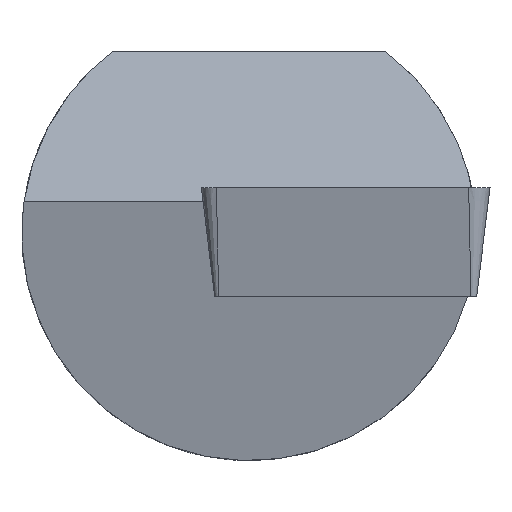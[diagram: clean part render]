
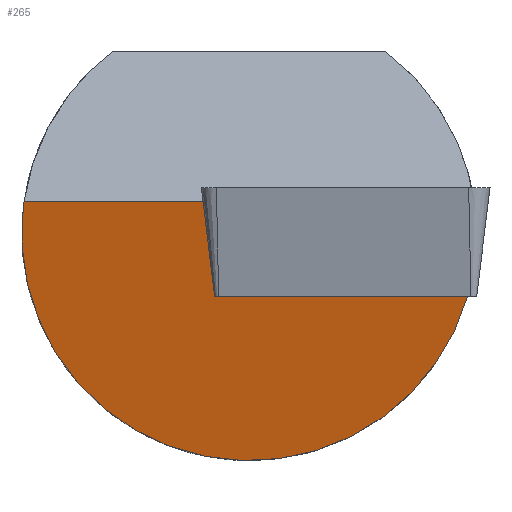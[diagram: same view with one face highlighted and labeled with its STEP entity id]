
A CAD part, left-side view. The second image highlights one B-rep face of the part: STEP entity #265.
In plain terms, the highlighted planar face has unit normal (-0.978, 0.172, -0.122).
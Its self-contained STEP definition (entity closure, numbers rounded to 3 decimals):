
#191=ELLIPSE('',#521,5.115,5.);
#203=LINE('',#700,#234);
#204=LINE('',#703,#235);
#205=LINE('',#705,#236);
#234=VECTOR('',#581,1.);
#235=VECTOR('',#586,1.);
#236=VECTOR('',#587,1.);
#265=ADVANCED_FACE('',(#299),#283,.F.);
#283=PLANE('',#528);
#299=FACE_OUTER_BOUND('',#319,.T.);
#319=EDGE_LOOP('',(#363,#364,#365,#366));
#363=ORIENTED_EDGE('',*,*,#476,.F.);
#364=ORIENTED_EDGE('',*,*,#477,.T.);
#365=ORIENTED_EDGE('',*,*,#475,.F.);
#366=ORIENTED_EDGE('',*,*,#465,.F.);
#433=VERTEX_POINT('',#681);
#434=VERTEX_POINT('',#683);
#439=VERTEX_POINT('',#697);
#440=VERTEX_POINT('',#704);
#465=EDGE_CURVE('',#433,#434,#191,.T.);
#475=EDGE_CURVE('',#434,#439,#203,.T.);
#476=EDGE_CURVE('',#440,#433,#204,.T.);
#477=EDGE_CURVE('',#440,#439,#205,.T.);
#521=AXIS2_PLACEMENT_3D('',#682,#564,#565);
#528=AXIS2_PLACEMENT_3D('',#706,#588,#589);
#564=DIRECTION('',(0.977,-0.172,0.122));
#565=DIRECTION('',(-0.211,-0.798,0.564));
#581=DIRECTION('',(-0.174,-0.985,0.));
#586=DIRECTION('',(-0.174,-0.985,0.));
#587=DIRECTION('',(-0.102,0.121,0.987));
#588=DIRECTION('',(0.977,-0.172,0.122));
#589=DIRECTION('',(0.174,0.985,0.));
#681=CARTESIAN_POINT('',(0.409,-4.806,-1.38));
#682=CARTESIAN_POINT('',(1.084,0.,0.));
#683=CARTESIAN_POINT('',(1.87,4.951,0.7));
#697=CARTESIAN_POINT('',(1.175,1.013,0.7));
#700=CARTESIAN_POINT('',(13.08,68.528,0.7));
#703=CARTESIAN_POINT('',(3.672,13.7,-1.38));
#704=CARTESIAN_POINT('',(1.39,0.758,-1.38));
#705=CARTESIAN_POINT('',(1.254,0.92,-0.06));
#706=CARTESIAN_POINT('',(3.672,13.7,-1.38));
